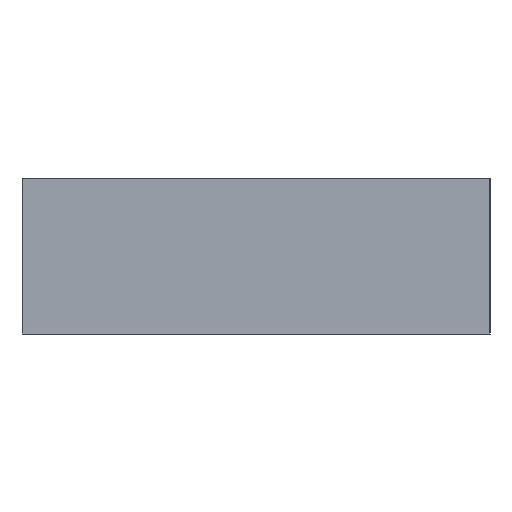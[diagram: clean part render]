
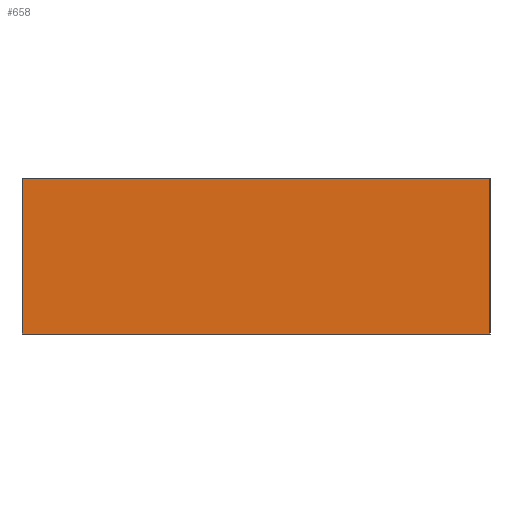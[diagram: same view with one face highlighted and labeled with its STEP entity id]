
A CAD part, left-side view. The second image highlights one B-rep face of the part: STEP entity #658.
In plain terms, the highlighted planar face has unit normal (-1, 0, 0).
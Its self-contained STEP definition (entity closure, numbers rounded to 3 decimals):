
#296=CARTESIAN_POINT('POINT31',(-6.25,0.75,-7.746));
#297=VERTEX_POINT('VERTEX31',#296);
#306=CARTESIAN_POINT('POINT33',(-6.25,-0.75,-7.746));
#307=VERTEX_POINT('VERTEX33',#306);
#308=CARTESIAN_POINT('POS25',(-6.25,0.75,-7.746));
#309=DIRECTION('DIR44',(0.,1.,0.));
#310=VECTOR('VEC6',#309,1.);
#311=LINE('STRAIGHT6',#308,#310);
#312=EDGE_CURVE('EDGE36',#307,#297,#311,.T.);
#628=ORIENTED_EDGE('COEDGE105',*,*,#312,.T.);
#629=CARTESIAN_POINT('POINT53',(-6.25,0.75,-8.246));
#630=VERTEX_POINT('VERTEX53',#629);
#631=CARTESIAN_POINT('POS59',(-6.25,0.75,-7.746));
#632=DIRECTION('DIR93',(0.,0.,1.));
#633=VECTOR('VEC25',#632,1.);
#634=LINE('STRAIGHT25',#631,#633);
#635=EDGE_CURVE('EDGE69',#630,#297,#634,.T.);
#636=ORIENTED_EDGE('COEDGE106',*,*,#635,.F.);
#637=CARTESIAN_POINT('POINT54',(-6.25,-0.75,-8.246));
#638=VERTEX_POINT('VERTEX54',#637);
#639=CARTESIAN_POINT('POS60',(-6.25,0.75,-8.246));
#640=DIRECTION('DIR94',(0.,1.,0.));
#641=VECTOR('VEC26',#640,1.);
#642=LINE('STRAIGHT26',#639,#641);
#643=EDGE_CURVE('EDGE70',#638,#630,#642,.T.);
#644=ORIENTED_EDGE('COEDGE107',*,*,#643,.F.);
#645=CARTESIAN_POINT('POS61',(-6.25,-0.75,-7.746));
#646=DIRECTION('DIR95',(0.,0.,1.));
#647=VECTOR('VEC27',#646,1.);
#648=LINE('STRAIGHT27',#645,#647);
#649=EDGE_CURVE('EDGE71',#638,#307,#648,.T.);
#650=ORIENTED_EDGE('COEDGE108',*,*,#649,.T.);
#651=EDGE_LOOP('NONE',(#628,#636,#644,#650));
#652=FACE_BOUND('LOOP1',#651,.T.);
#653=CARTESIAN_POINT('POS62',(-6.25,0.75,-7.746));
#654=DIRECTION('DIR96',(1.,0.,0.));
#655=DIRECTION('DIR97',(0.,1.,0.));
#656=AXIS2_PLACEMENT_3D('AXIS35',#653,#654,#655);
#657=PLANE('PLANE6',#656);
#658=ADVANCED_FACE('FACE20',(#652),#657,.F.);
